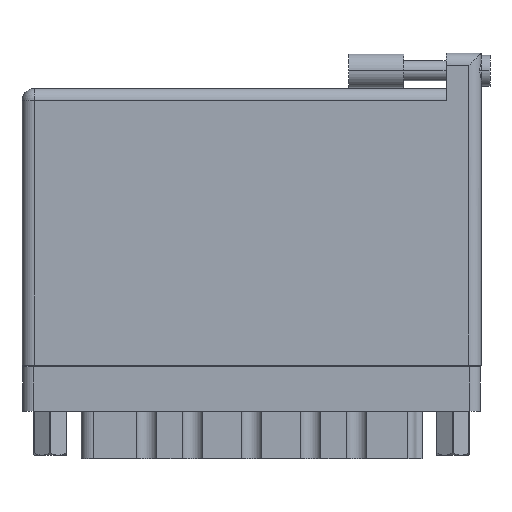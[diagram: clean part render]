
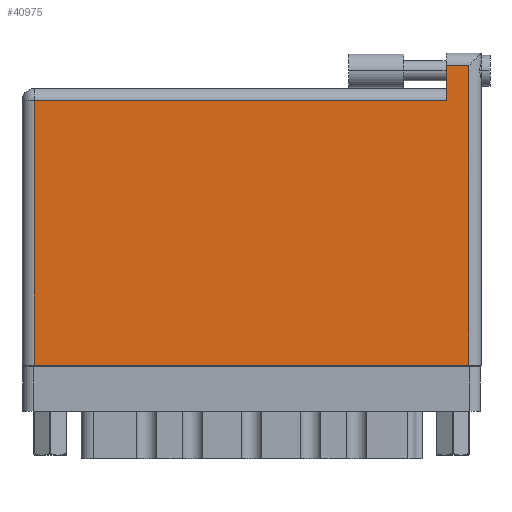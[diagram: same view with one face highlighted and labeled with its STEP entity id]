
A CAD part, front view. The second image highlights one B-rep face of the part: STEP entity #40975.
In plain terms, the highlighted face is planar.
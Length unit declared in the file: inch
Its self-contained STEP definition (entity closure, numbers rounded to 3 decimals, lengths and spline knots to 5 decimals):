
#1349 = ORIENTED_EDGE ( 'NONE', *, *, #19867, .T. ) ;
#1812 = ORIENTED_EDGE ( 'NONE', *, *, #46496, .T. ) ;
#3833 = CARTESIAN_POINT ( 'NONE',  ( 0., 0., 0. ) ) ;
#4342 = LINE ( 'NONE', #33675, #20275 ) ;
#4614 = DIRECTION ( 'NONE',  ( -1., 0., 0. ) ) ;
#5271 = CARTESIAN_POINT ( 'NONE',  ( 2.403, 1.766, 0. ) ) ;
#5909 = VERTEX_POINT ( 'NONE', #7088 ) ;
#7088 = CARTESIAN_POINT ( 'NONE',  ( 2.53, 0., 0. ) ) ;
#7143 = DIRECTION ( 'NONE',  ( -1., 0., 0. ) ) ;
#8083 = VERTEX_POINT ( 'NONE', #17740 ) ;
#8261 = DIRECTION ( 'NONE',  ( 1., 0., 0. ) ) ;
#9815 = CARTESIAN_POINT ( 'NONE',  ( 2.403, 1.496, 0. ) ) ;
#9930 = CARTESIAN_POINT ( 'NONE',  ( 0.07, 1.496, 0. ) ) ;
#10935 = CARTESIAN_POINT ( 'NONE',  ( 0.07, 0., 0. ) ) ;
#11359 = VERTEX_POINT ( 'NONE', #9815 ) ;
#11895 = DIRECTION ( 'NONE',  ( 0., 1., 0. ) ) ;
#12190 = LINE ( 'NONE', #34574, #40713 ) ;
#13056 = DIRECTION ( 'NONE',  ( -1., 0., 0. ) ) ;
#13260 = ORIENTED_EDGE ( 'NONE', *, *, #35087, .T. ) ;
#17060 = VERTEX_POINT ( 'NONE', #52172 ) ;
#17740 = CARTESIAN_POINT ( 'NONE',  ( 2.403, 1.696, 0. ) ) ;
#17804 = LINE ( 'NONE', #3833, #37949 ) ;
#18581 = VECTOR ( 'NONE', #38100, 39.37008 ) ;
#19867 = EDGE_CURVE ( 'NONE', #39530, #8083, #4342, .T. ) ;
#20275 = VECTOR ( 'NONE', #7143, 39.37008 ) ;
#21984 = PLANE ( 'NONE',  #50695 ) ;
#22354 = CARTESIAN_POINT ( 'NONE',  ( 2.53, 1.696, 0. ) ) ;
#26649 = DIRECTION ( 'NONE',  ( 0., 0., -1. ) ) ;
#26836 = CARTESIAN_POINT ( 'NONE',  ( 0., 1.566, 0. ) ) ;
#27276 = VECTOR ( 'NONE', #13056, 39.37008 ) ;
#28446 = ORIENTED_EDGE ( 'NONE', *, *, #36095, .T. ) ;
#28642 = VECTOR ( 'NONE', #31568, 39.37008 ) ;
#31568 = DIRECTION ( 'NONE',  ( 0., -1., 0. ) ) ;
#31985 = ORIENTED_EDGE ( 'NONE', *, *, #41758, .T. ) ;
#33580 = VERTEX_POINT ( 'NONE', #9930 ) ;
#33675 = CARTESIAN_POINT ( 'NONE',  ( 0., 1.696, 0. ) ) ;
#34574 = CARTESIAN_POINT ( 'NONE',  ( 2.53, 1.766, 0. ) ) ;
#35039 = EDGE_LOOP ( 'NONE', ( #1812, #13260, #1349, #31985, #28446, #39952 ) ) ;
#35087 = EDGE_CURVE ( 'NONE', #5909, #39530, #12190, .T. ) ;
#36095 = EDGE_CURVE ( 'NONE', #11359, #33580, #39144, .T. ) ;
#37949 = VECTOR ( 'NONE', #8261, 39.37008 ) ;
#38043 = LINE ( 'NONE', #10935, #18581 ) ;
#38100 = DIRECTION ( 'NONE',  ( 0., -1., 0. ) ) ;
#39144 = LINE ( 'NONE', #53341, #27276 ) ;
#39530 = VERTEX_POINT ( 'NONE', #22354 ) ;
#39952 = ORIENTED_EDGE ( 'NONE', *, *, #45853, .T. ) ;
#40713 = VECTOR ( 'NONE', #11895, 39.37008 ) ;
#40975 = ADVANCED_FACE ( 'NONE', ( #51148 ), #21984, .F. ) ;
#41758 = EDGE_CURVE ( 'NONE', #8083, #11359, #43984, .T. ) ;
#43984 = LINE ( 'NONE', #5271, #28642 ) ;
#45853 = EDGE_CURVE ( 'NONE', #33580, #17060, #38043, .T. ) ;
#46496 = EDGE_CURVE ( 'NONE', #17060, #5909, #17804, .T. ) ;
#50695 = AXIS2_PLACEMENT_3D ( 'NONE', #26836, #26649, #4614 ) ;
#51148 = FACE_OUTER_BOUND ( 'NONE', #35039, .T. ) ;
#52172 = CARTESIAN_POINT ( 'NONE',  ( 0.07, 0., 0. ) ) ;
#53341 = CARTESIAN_POINT ( 'NONE',  ( 0., 1.496, 0. ) ) ;
